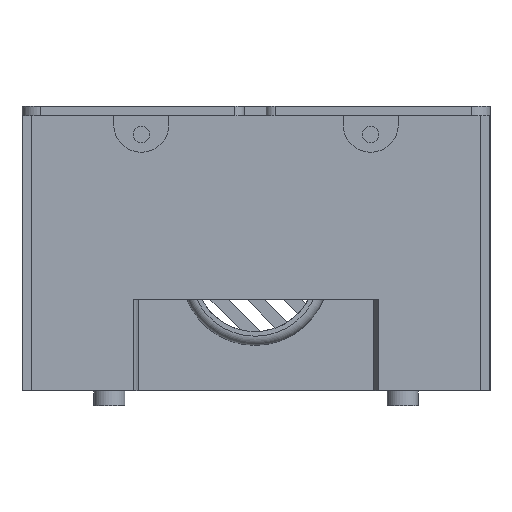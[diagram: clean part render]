
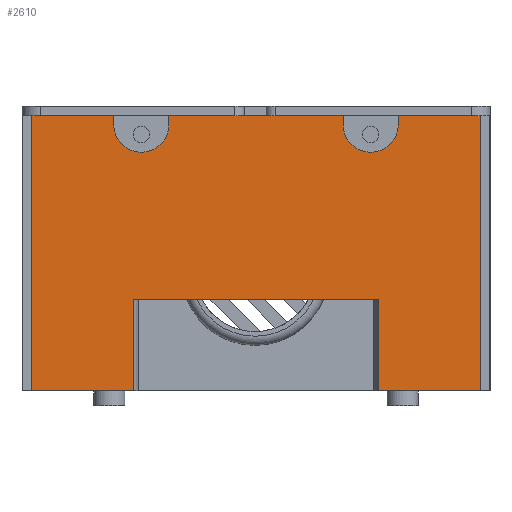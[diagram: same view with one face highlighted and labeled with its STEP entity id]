
A CAD part, left-side view. The second image highlights one B-rep face of the part: STEP entity #2610.
In plain terms, the highlighted planar face has unit normal (-1, 0, 0).
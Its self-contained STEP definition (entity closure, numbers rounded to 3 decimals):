
#97=PLANE('',#2777);
#208=FACE_OUTER_BOUND('',#355,.T.);
#355=EDGE_LOOP('',(#1923,#1924,#1925,#1926,#1927,#1928,#1929,#1930,#1931,
#1932,#1933,#1934,#1935,#1936,#1937,#1938));
#527=LINE('',#3727,#807);
#531=LINE('',#3735,#811);
#535=LINE('',#3743,#815);
#584=LINE('',#3888,#864);
#595=LINE('',#3921,#875);
#596=LINE('',#3923,#876);
#597=LINE('',#3924,#877);
#598=LINE('',#3926,#878);
#599=LINE('',#3929,#879);
#600=LINE('',#3931,#880);
#601=LINE('',#3934,#881);
#602=LINE('',#3936,#882);
#603=LINE('',#3938,#883);
#604=LINE('',#3939,#884);
#807=VECTOR('',#2977,9.);
#811=VECTOR('',#2981,19.);
#815=VECTOR('',#2985,9.);
#864=VECTOR('',#3106,26.719);
#875=VECTOR('',#3143,10.007);
#876=VECTOR('',#3144,11.14);
#877=VECTOR('',#3145,30.007);
#878=VECTOR('',#3146,1.);
#879=VECTOR('',#3149,1.);
#880=VECTOR('',#3150,1.);
#881=VECTOR('',#3153,1.);
#882=VECTOR('',#3154,30.007);
#883=VECTOR('',#3155,11.14);
#884=VECTOR('',#3156,10.007);
#1104=CIRCLE('',#2778,3.);
#1105=CIRCLE('',#2779,3.);
#1180=VERTEX_POINT('',#3724);
#1181=VERTEX_POINT('',#3726);
#1184=VERTEX_POINT('',#3732);
#1185=VERTEX_POINT('',#3734);
#1188=VERTEX_POINT('',#3740);
#1189=VERTEX_POINT('',#3742);
#1248=VERTEX_POINT('',#3886);
#1249=VERTEX_POINT('',#3887);
#1258=VERTEX_POINT('',#3920);
#1259=VERTEX_POINT('',#3922);
#1260=VERTEX_POINT('',#3925);
#1261=VERTEX_POINT('',#3927);
#1262=VERTEX_POINT('',#3930);
#1263=VERTEX_POINT('',#3932);
#1264=VERTEX_POINT('',#3935);
#1265=VERTEX_POINT('',#3937);
#1440=EDGE_CURVE('',#1181,#1180,#527,.T.);
#1444=EDGE_CURVE('',#1185,#1184,#531,.T.);
#1448=EDGE_CURVE('',#1189,#1188,#535,.T.);
#1512=EDGE_CURVE('',#1248,#1249,#584,.T.);
#1530=EDGE_CURVE('',#1248,#1258,#595,.T.);
#1531=EDGE_CURVE('',#1259,#1258,#596,.T.);
#1532=EDGE_CURVE('',#1259,#1189,#597,.T.);
#1533=EDGE_CURVE('',#1188,#1260,#598,.T.);
#1534=EDGE_CURVE('',#1261,#1260,#1104,.F.);
#1535=EDGE_CURVE('',#1261,#1185,#599,.T.);
#1536=EDGE_CURVE('',#1184,#1262,#600,.T.);
#1537=EDGE_CURVE('',#1263,#1262,#1105,.F.);
#1538=EDGE_CURVE('',#1263,#1181,#601,.T.);
#1539=EDGE_CURVE('',#1180,#1264,#602,.T.);
#1540=EDGE_CURVE('',#1265,#1264,#603,.T.);
#1541=EDGE_CURVE('',#1249,#1265,#604,.T.);
#1923=ORIENTED_EDGE('',*,*,#1512,.F.);
#1924=ORIENTED_EDGE('',*,*,#1530,.T.);
#1925=ORIENTED_EDGE('',*,*,#1531,.F.);
#1926=ORIENTED_EDGE('',*,*,#1532,.T.);
#1927=ORIENTED_EDGE('',*,*,#1448,.T.);
#1928=ORIENTED_EDGE('',*,*,#1533,.T.);
#1929=ORIENTED_EDGE('',*,*,#1534,.F.);
#1930=ORIENTED_EDGE('',*,*,#1535,.T.);
#1931=ORIENTED_EDGE('',*,*,#1444,.T.);
#1932=ORIENTED_EDGE('',*,*,#1536,.T.);
#1933=ORIENTED_EDGE('',*,*,#1537,.F.);
#1934=ORIENTED_EDGE('',*,*,#1538,.T.);
#1935=ORIENTED_EDGE('',*,*,#1440,.T.);
#1936=ORIENTED_EDGE('',*,*,#1539,.T.);
#1937=ORIENTED_EDGE('',*,*,#1540,.F.);
#1938=ORIENTED_EDGE('',*,*,#1541,.F.);
#2610=ADVANCED_FACE('',(#208),#97,.T.);
#2777=AXIS2_PLACEMENT_3D('',#3919,#3141,#3142);
#2778=AXIS2_PLACEMENT_3D('',#3928,#3147,#3148);
#2779=AXIS2_PLACEMENT_3D('',#3933,#3151,#3152);
#2977=DIRECTION('',(0.,1.,0.));
#2981=DIRECTION('',(0.,1.,0.));
#2985=DIRECTION('',(0.,1.,0.));
#3106=DIRECTION('',(0.,1.,0.));
#3141=DIRECTION('center_axis',(-1.,0.,0.));
#3142=DIRECTION('ref_axis',(0.,1.,0.));
#3143=DIRECTION('',(0.,0.,-1.));
#3144=DIRECTION('',(0.,1.,0.));
#3145=DIRECTION('',(0.,0.,1.));
#3146=DIRECTION('',(0.,0.,-1.));
#3147=DIRECTION('center_axis',(1.,0.,0.));
#3148=DIRECTION('ref_axis',(0.,0.707,-0.707));
#3149=DIRECTION('',(0.,0.,1.));
#3150=DIRECTION('',(0.,0.,-1.));
#3151=DIRECTION('center_axis',(1.,0.,0.));
#3152=DIRECTION('ref_axis',(0.,0.707,-0.707));
#3153=DIRECTION('',(0.,0.,1.));
#3154=DIRECTION('',(0.,0.,-1.));
#3155=DIRECTION('',(0.,1.,0.));
#3156=DIRECTION('',(0.,0.,-1.));
#3724=CARTESIAN_POINT('',(4.896,24.4,0.));
#3726=CARTESIAN_POINT('',(4.896,15.4,0.));
#3727=CARTESIAN_POINT('',(4.896,-25.6,0.));
#3732=CARTESIAN_POINT('',(4.896,9.4,0.));
#3734=CARTESIAN_POINT('',(4.896,-9.6,0.));
#3735=CARTESIAN_POINT('',(4.896,-25.6,0.));
#3740=CARTESIAN_POINT('',(4.896,-15.6,0.));
#3742=CARTESIAN_POINT('',(4.896,-24.6,0.));
#3743=CARTESIAN_POINT('',(4.896,-25.6,0.));
#3886=CARTESIAN_POINT('',(4.896,-13.46,-20.));
#3887=CARTESIAN_POINT('',(4.896,13.26,-20.));
#3888=CARTESIAN_POINT('',(4.896,-25.6,-20.));
#3919=CARTESIAN_POINT('Origin',(4.896,-20.6,0.));
#3920=CARTESIAN_POINT('',(4.896,-13.46,-30.007));
#3921=CARTESIAN_POINT('',(4.896,-13.46,-20.));
#3922=CARTESIAN_POINT('',(4.896,-24.6,-30.007));
#3923=CARTESIAN_POINT('',(4.896,-12.35,-30.007));
#3924=CARTESIAN_POINT('',(4.896,-24.6,0.));
#3925=CARTESIAN_POINT('',(4.896,-15.6,-1.));
#3926=CARTESIAN_POINT('',(4.896,-15.6,-2.));
#3927=CARTESIAN_POINT('',(4.896,-9.6,-1.));
#3928=CARTESIAN_POINT('Origin',(4.896,-12.6,-1.));
#3929=CARTESIAN_POINT('',(4.896,-9.6,0.));
#3930=CARTESIAN_POINT('',(4.896,9.4,-1.));
#3931=CARTESIAN_POINT('',(4.896,9.4,-2.));
#3932=CARTESIAN_POINT('',(4.896,15.4,-1.));
#3933=CARTESIAN_POINT('Origin',(4.896,12.4,-1.));
#3934=CARTESIAN_POINT('',(4.896,15.4,0.));
#3935=CARTESIAN_POINT('',(4.896,24.4,-30.007));
#3936=CARTESIAN_POINT('',(4.896,24.4,-10.));
#3937=CARTESIAN_POINT('',(4.896,13.26,-30.007));
#3938=CARTESIAN_POINT('',(4.896,6.58,-30.007));
#3939=CARTESIAN_POINT('',(4.896,13.26,-20.));
